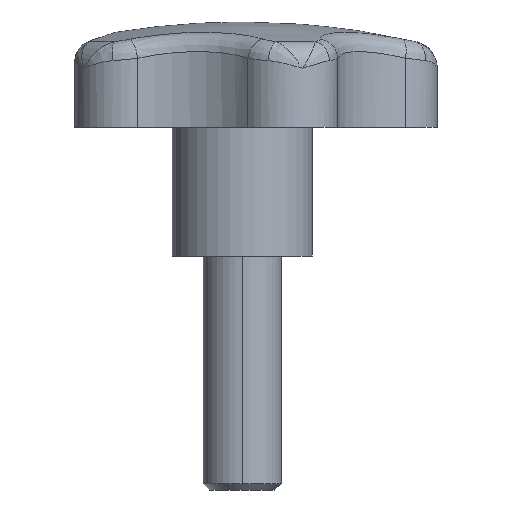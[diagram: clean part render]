
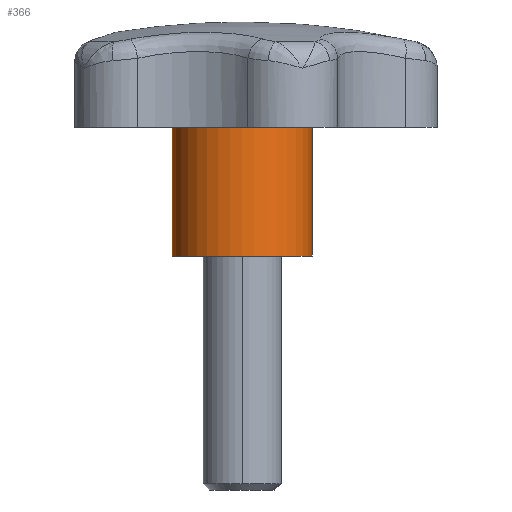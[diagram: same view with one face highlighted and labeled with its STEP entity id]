
A CAD part, left-side view. The second image highlights one B-rep face of the part: STEP entity #366.
In plain terms, the highlighted cylindrical face has radius 9 mm (diameter 18 mm), a partial arc.
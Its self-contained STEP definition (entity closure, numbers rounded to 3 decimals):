
#366=ADVANCED_FACE('',(#990),#991,.T.);
#688=EDGE_CURVE('',#740,#798,#1344,.T.);
#724=EDGE_CURVE('',#740,#756,#1383,.T.);
#740=VERTEX_POINT('',#1400);
#750=EDGE_CURVE('',#808,#756,#1414,.T.);
#756=VERTEX_POINT('',#1420);
#784=EDGE_CURVE('',#808,#798,#1452,.T.);
#798=VERTEX_POINT('',#1470);
#808=VERTEX_POINT('',#1482);
#990=FACE_OUTER_BOUND('',#1836,.T.);
#991=CYLINDRICAL_SURFACE('',#1837,9.);
#1344=CIRCLE('',#3286,9.);
#1383=LINE('',#3452,#3453);
#1400=CARTESIAN_POINT('',(0.,9.,0.));
#1414=CIRCLE('',#3551,9.0);
#1420=CARTESIAN_POINT('',(0.,9.,24.074));
#1452=LINE('',#3785,#3786);
#1470=CARTESIAN_POINT('',(0.,-9.,0.));
#1482=CARTESIAN_POINT('',(0.,-9.,24.074));
#1836=EDGE_LOOP('',(#4402,#4403,#4404,#4405));
#1837=AXIS2_PLACEMENT_3D('',#4406,#4407,#4408);
#3286=AXIS2_PLACEMENT_3D('',#4772,#4773,#4774);
#3452=CARTESIAN_POINT('',(0.,9.,6.75));
#3453=VECTOR('',#4803,1.0);
#3551=AXIS2_PLACEMENT_3D('',#4835,#4836,#4837);
#3785=CARTESIAN_POINT('',(0.,-9.,6.75));
#3786=VECTOR('',#4877,1.0);
#4402=ORIENTED_EDGE('',*,*,#784,.F.);
#4403=ORIENTED_EDGE('',*,*,#750,.T.);
#4404=ORIENTED_EDGE('',*,*,#724,.F.);
#4405=ORIENTED_EDGE('',*,*,#688,.T.);
#4406=CARTESIAN_POINT('',(0.,0.,6.75));
#4407=DIRECTION('',(0.0,-0.0,1.0));
#4408=DIRECTION('',(0.,-1.0,0.0));
#4772=CARTESIAN_POINT('',(0.,0.,0.));
#4773=DIRECTION('',(0.0,0.0,1.0));
#4774=DIRECTION('',(0.,-1.0,0.0));
#4803=DIRECTION('',(-0.0,-0.0,1.0));
#4835=CARTESIAN_POINT('',(0.,0.,24.074));
#4836=DIRECTION('',(0.0,0.0,-1.0));
#4837=DIRECTION('',(0.0,1.0,0.0));
#4877=DIRECTION('',(0.0,0.0,-1.0));
